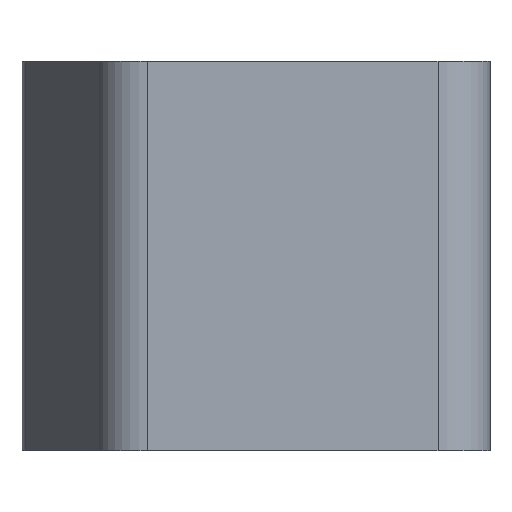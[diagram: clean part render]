
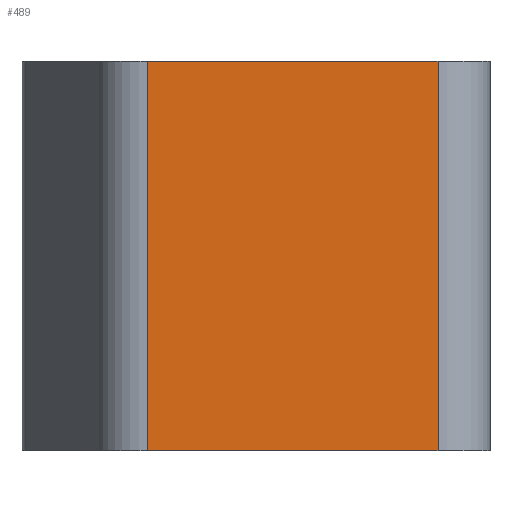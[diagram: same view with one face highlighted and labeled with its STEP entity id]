
A CAD part, front view. The second image highlights one B-rep face of the part: STEP entity #489.
In plain terms, the highlighted planar face has unit normal (0, -1, 0).
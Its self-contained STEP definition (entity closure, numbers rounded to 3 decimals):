
#18=PLANE('',#541);
#38=FACE_OUTER_BOUND('',#64,.T.);
#64=EDGE_LOOP('',(#374,#375,#376,#377));
#101=LINE('',#765,#155);
#106=LINE('',#781,#160);
#107=LINE('',#785,#161);
#108=LINE('',#786,#162);
#155=VECTOR('',#608,10.);
#160=VECTOR('',#625,10.);
#161=VECTOR('',#630,10.);
#162=VECTOR('',#631,10.);
#233=VERTEX_POINT('',#762);
#234=VERTEX_POINT('',#764);
#239=VERTEX_POINT('',#780);
#240=VERTEX_POINT('',#784);
#283=EDGE_CURVE('',#233,#234,#101,.T.);
#291=EDGE_CURVE('',#234,#239,#106,.T.);
#293=EDGE_CURVE('',#240,#233,#107,.T.);
#294=EDGE_CURVE('',#239,#240,#108,.T.);
#374=ORIENTED_EDGE('',*,*,#291,.F.);
#375=ORIENTED_EDGE('',*,*,#283,.F.);
#376=ORIENTED_EDGE('',*,*,#293,.F.);
#377=ORIENTED_EDGE('',*,*,#294,.F.);
#489=ADVANCED_FACE('',(#38),#18,.T.);
#541=AXIS2_PLACEMENT_3D('',#783,#628,#629);
#608=DIRECTION('',(-1.,0.,0.));
#625=DIRECTION('',(0.,0.,1.));
#628=DIRECTION('center_axis',(0.,-1.,0.));
#629=DIRECTION('ref_axis',(-1.,0.,0.));
#630=DIRECTION('',(0.,0.,-1.));
#631=DIRECTION('',(1.,0.,0.));
#762=CARTESIAN_POINT('',(13.,-12.,0.));
#764=CARTESIAN_POINT('',(1.835,-12.,0.));
#765=CARTESIAN_POINT('',(8.,-12.,0.));
#780=CARTESIAN_POINT('',(1.835,-12.,15.));
#781=CARTESIAN_POINT('',(1.835,-12.,10.));
#783=CARTESIAN_POINT('Origin',(15.,-12.,10.));
#784=CARTESIAN_POINT('',(13.,-12.,15.));
#785=CARTESIAN_POINT('',(13.,-12.,10.));
#786=CARTESIAN_POINT('',(9.75,-12.,15.));
